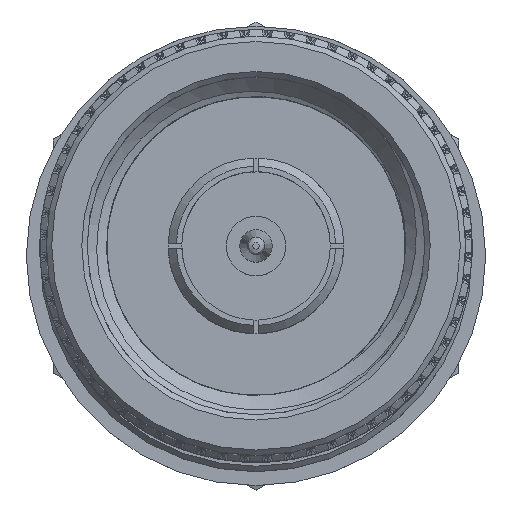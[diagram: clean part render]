
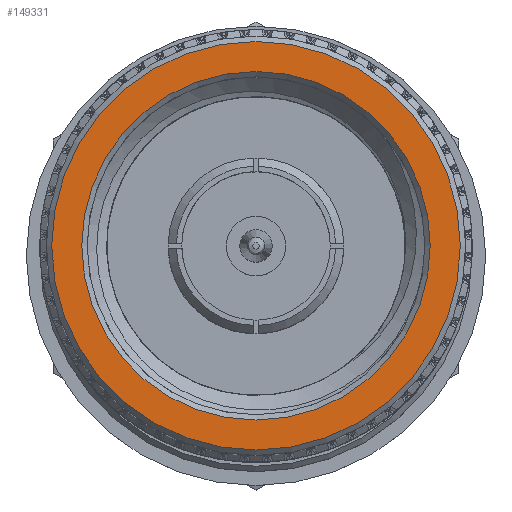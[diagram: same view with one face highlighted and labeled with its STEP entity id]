
A CAD part, top view. The second image highlights one B-rep face of the part: STEP entity #149331.
In plain terms, the highlighted face is planar.
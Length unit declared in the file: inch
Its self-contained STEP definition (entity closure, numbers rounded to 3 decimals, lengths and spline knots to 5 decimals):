
#218 = VERTEX_POINT ( 'NONE', #165958 ) ;
#12540 = ORIENTED_EDGE ( 'NONE', *, *, #21200, .T. ) ;
#21200 = EDGE_CURVE ( 'NONE', #218, #218, #140123, .T. ) ;
#31359 = PLANE ( 'NONE',  #117286 ) ;
#47189 = AXIS2_PLACEMENT_3D ( 'NONE', #182186, #121815, #149299 ) ;
#48197 = EDGE_LOOP ( 'NONE', ( #100058 ) ) ;
#49353 = DIRECTION ( 'NONE',  ( -1., 0., 0. ) ) ;
#80284 = DIRECTION ( 'NONE',  ( 0., -1., 0. ) ) ;
#89478 = EDGE_CURVE ( 'NONE', #184595, #184595, #172667, .T. ) ;
#89513 = CARTESIAN_POINT ( 'NONE',  ( 0., -0.37809, 0. ) ) ;
#94456 = DIRECTION ( 'NONE',  ( -1., 0., 0. ) ) ;
#95706 = CARTESIAN_POINT ( 'NONE',  ( 0., 0.38809, 0. ) ) ;
#100058 = ORIENTED_EDGE ( 'NONE', *, *, #89478, .T. ) ;
#117286 = AXIS2_PLACEMENT_3D ( 'NONE', #95706, #49353, #80284 ) ;
#121753 = FACE_BOUND ( 'NONE', #131151, .T. ) ;
#121815 = DIRECTION ( 'NONE',  ( 1., 0., 0. ) ) ;
#124242 = FACE_OUTER_BOUND ( 'NONE', #48197, .T. ) ;
#129981 = DIRECTION ( 'NONE',  ( 0., -1., 0. ) ) ;
#131151 = EDGE_LOOP ( 'NONE', ( #12540 ) ) ;
#137269 = AXIS2_PLACEMENT_3D ( 'NONE', #156053, #94456, #129981 ) ;
#140123 = CIRCLE ( 'NONE', #47189, 0.3225 ) ;
#149299 = DIRECTION ( 'NONE',  ( 0., -1., 0. ) ) ;
#149331 = ADVANCED_FACE ( 'NONE', ( #121753, #124242 ), #31359, .T. ) ;
#156053 = CARTESIAN_POINT ( 'NONE',  ( 0., 0., 0. ) ) ;
#165958 = CARTESIAN_POINT ( 'NONE',  ( 0., -0.3225, 0. ) ) ;
#172667 = CIRCLE ( 'NONE', #137269, 0.37809 ) ;
#182186 = CARTESIAN_POINT ( 'NONE',  ( 0., 0., 0. ) ) ;
#184595 = VERTEX_POINT ( 'NONE', #89513 ) ;
